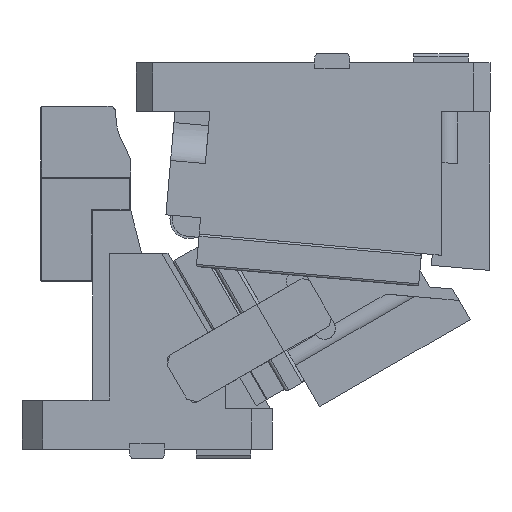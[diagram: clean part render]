
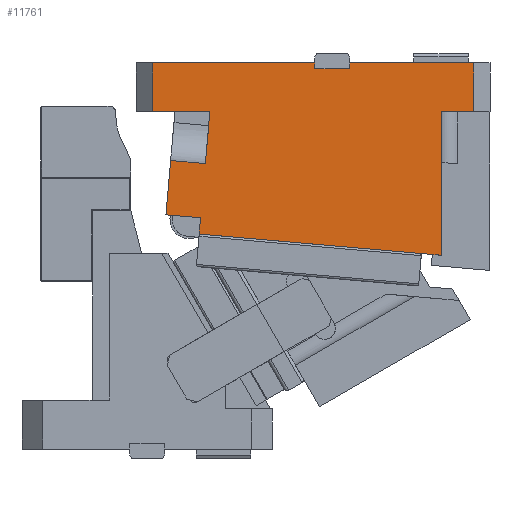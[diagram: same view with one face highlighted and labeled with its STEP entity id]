
A CAD part, front view. The second image highlights one B-rep face of the part: STEP entity #11761.
In plain terms, the highlighted planar face has unit normal (0, -1, 0).
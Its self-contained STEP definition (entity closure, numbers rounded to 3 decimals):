
#10152=CARTESIAN_POINT('Vertex',(385.,-45.,310.)) ;
#10155=CARTESIAN_POINT('Line Origine',(385.,-45.,244.109)) ;
#10159=CARTESIAN_POINT('Vertex',(385.,-45.,178.217)) ;
#10330=CARTESIAN_POINT('Vertex',(168.463,-45.,262.41)) ;
#10333=CARTESIAN_POINT('Line Origine',(170.545,-45.,286.205)) ;
#10337=CARTESIAN_POINT('Vertex',(172.626,-45.,310.)) ;
#11399=CARTESIAN_POINT('Vertex',(415.,-45.,310.)) ;
#11402=CARTESIAN_POINT('Line Origine',(400.,-45.,310.)) ;
#11651=CARTESIAN_POINT('Axis2P3D Location',(277.548,-45.,208.862)) ;
#11656=CARTESIAN_POINT('Line Origine',(358.,-45.,355.)) ;
#11660=CARTESIAN_POINT('Vertex',(415.,-45.,355.)) ;
#11662=CARTESIAN_POINT('Vertex',(301.,-45.,355.)) ;
#11665=CARTESIAN_POINT('Line Origine',(301.,-45.,352.25)) ;
#11669=CARTESIAN_POINT('Vertex',(301.,-45.,349.5)) ;
#11672=CARTESIAN_POINT('Line Origine',(285.,-45.,349.5)) ;
#11676=CARTESIAN_POINT('Vertex',(269.,-45.,349.5)) ;
#11679=CARTESIAN_POINT('Line Origine',(269.,-45.,352.25)) ;
#11683=CARTESIAN_POINT('Vertex',(269.,-45.,355.)) ;
#11686=CARTESIAN_POINT('Line Origine',(194.5,-45.,355.)) ;
#11690=CARTESIAN_POINT('Vertex',(120.,-45.,355.)) ;
#11693=CARTESIAN_POINT('Line Origine',(120.,-45.,332.5)) ;
#11697=CARTESIAN_POINT('Vertex',(120.,-45.,310.)) ;
#11700=CARTESIAN_POINT('Line Origine',(146.313,-45.,310.)) ;
#11705=CARTESIAN_POINT('Line Origine',(152.524,-45.,263.805)) ;
#11709=CARTESIAN_POINT('Vertex',(136.586,-45.,265.199)) ;
#11712=CARTESIAN_POINT('Line Origine',(134.407,-45.,240.294)) ;
#11716=CARTESIAN_POINT('Vertex',(132.228,-45.,215.389)) ;
#11719=CARTESIAN_POINT('Line Origine',(148.166,-45.,213.995)) ;
#11723=CARTESIAN_POINT('Vertex',(164.105,-45.,212.6)) ;
#11726=CARTESIAN_POINT('Line Origine',(163.451,-45.,205.129)) ;
#11730=CARTESIAN_POINT('Vertex',(162.798,-45.,197.657)) ;
#11733=CARTESIAN_POINT('Line Origine',(273.899,-45.,187.937)) ;
#11738=CARTESIAN_POINT('Line Origine',(415.,-45.,332.5)) ;
#10156=DIRECTION('Vector Direction',(0.,0.,1.)) ;
#10334=DIRECTION('Vector Direction',(-0.087,0.,-0.996)) ;
#11403=DIRECTION('Vector Direction',(1.,0.,0.)) ;
#11652=DIRECTION('Axis2P3D Direction',(0.,-1.,0.)) ;
#11653=DIRECTION('Axis2P3D XDirection',(1.,0.,0.)) ;
#11657=DIRECTION('Vector Direction',(-1.,0.,0.)) ;
#11666=DIRECTION('Vector Direction',(0.,0.,1.)) ;
#11673=DIRECTION('Vector Direction',(-1.,0.,0.)) ;
#11680=DIRECTION('Vector Direction',(0.,0.,-1.)) ;
#11687=DIRECTION('Vector Direction',(-1.,0.,0.)) ;
#11694=DIRECTION('Vector Direction',(0.,0.,1.)) ;
#11701=DIRECTION('Vector Direction',(1.,0.,0.)) ;
#11706=DIRECTION('Vector Direction',(0.996,0.,-0.087)) ;
#11713=DIRECTION('Vector Direction',(-0.087,0.,-0.996)) ;
#11720=DIRECTION('Vector Direction',(-0.996,0.,0.087)) ;
#11727=DIRECTION('Vector Direction',(-0.087,0.,-0.996)) ;
#11734=DIRECTION('Vector Direction',(-0.996,0.,0.087)) ;
#11739=DIRECTION('Vector Direction',(0.,0.,-1.)) ;
#11654=AXIS2_PLACEMENT_3D('Plane Axis2P3D',#11651,#11652,#11653) ;
#11744=ORIENTED_EDGE('',*,*,#11664,.T.) ;
#11745=ORIENTED_EDGE('',*,*,#11671,.F.) ;
#11746=ORIENTED_EDGE('',*,*,#11678,.T.) ;
#11747=ORIENTED_EDGE('',*,*,#11685,.F.) ;
#11748=ORIENTED_EDGE('',*,*,#11692,.T.) ;
#11749=ORIENTED_EDGE('',*,*,#11699,.F.) ;
#11750=ORIENTED_EDGE('',*,*,#11704,.T.) ;
#11751=ORIENTED_EDGE('',*,*,#10339,.T.) ;
#11752=ORIENTED_EDGE('',*,*,#11711,.F.) ;
#11753=ORIENTED_EDGE('',*,*,#11718,.T.) ;
#11754=ORIENTED_EDGE('',*,*,#11725,.F.) ;
#11755=ORIENTED_EDGE('',*,*,#11732,.T.) ;
#11756=ORIENTED_EDGE('',*,*,#11737,.F.) ;
#11757=ORIENTED_EDGE('',*,*,#10161,.T.) ;
#11758=ORIENTED_EDGE('',*,*,#11406,.T.) ;
#11759=ORIENTED_EDGE('',*,*,#11742,.T.) ;
#10157=VECTOR('Line Direction',#10156,1.) ;
#10335=VECTOR('Line Direction',#10334,1.) ;
#11404=VECTOR('Line Direction',#11403,1.) ;
#11658=VECTOR('Line Direction',#11657,1.) ;
#11667=VECTOR('Line Direction',#11666,1.) ;
#11674=VECTOR('Line Direction',#11673,1.) ;
#11681=VECTOR('Line Direction',#11680,1.) ;
#11688=VECTOR('Line Direction',#11687,1.) ;
#11695=VECTOR('Line Direction',#11694,1.) ;
#11702=VECTOR('Line Direction',#11701,1.) ;
#11707=VECTOR('Line Direction',#11706,1.) ;
#11714=VECTOR('Line Direction',#11713,1.) ;
#11721=VECTOR('Line Direction',#11720,1.) ;
#11728=VECTOR('Line Direction',#11727,1.) ;
#11735=VECTOR('Line Direction',#11734,1.) ;
#11740=VECTOR('Line Direction',#11739,1.) ;
#11761=ADVANCED_FACE('CAM HOLDER',(#11760),#11655,.T.) ;
#10161=EDGE_CURVE('',#10160,#10153,#10158,.T.) ;
#10339=EDGE_CURVE('',#10338,#10331,#10336,.T.) ;
#11406=EDGE_CURVE('',#10153,#11400,#11405,.T.) ;
#11664=EDGE_CURVE('',#11661,#11663,#11659,.T.) ;
#11671=EDGE_CURVE('',#11670,#11663,#11668,.T.) ;
#11678=EDGE_CURVE('',#11670,#11677,#11675,.T.) ;
#11685=EDGE_CURVE('',#11684,#11677,#11682,.T.) ;
#11692=EDGE_CURVE('',#11684,#11691,#11689,.T.) ;
#11699=EDGE_CURVE('',#11698,#11691,#11696,.T.) ;
#11704=EDGE_CURVE('',#11698,#10338,#11703,.T.) ;
#11711=EDGE_CURVE('',#11710,#10331,#11708,.T.) ;
#11718=EDGE_CURVE('',#11710,#11717,#11715,.T.) ;
#11725=EDGE_CURVE('',#11724,#11717,#11722,.T.) ;
#11732=EDGE_CURVE('',#11724,#11731,#11729,.T.) ;
#11737=EDGE_CURVE('',#10160,#11731,#11736,.T.) ;
#11742=EDGE_CURVE('',#11400,#11661,#11741,.F.) ;
#11743=EDGE_LOOP('',(#11744,#11745,#11746,#11747,#11748,#11749,#11750,#11751,#11752,#11753,#11754,#11755,#11756,#11757,#11758,#11759)) ;
#11760=FACE_OUTER_BOUND('',#11743,.T.) ;
#10158=LINE('Line',#10155,#10157) ;
#10336=LINE('Line',#10333,#10335) ;
#11405=LINE('Line',#11402,#11404) ;
#11659=LINE('Line',#11656,#11658) ;
#11668=LINE('Line',#11665,#11667) ;
#11675=LINE('Line',#11672,#11674) ;
#11682=LINE('Line',#11679,#11681) ;
#11689=LINE('Line',#11686,#11688) ;
#11696=LINE('Line',#11693,#11695) ;
#11703=LINE('Line',#11700,#11702) ;
#11708=LINE('Line',#11705,#11707) ;
#11715=LINE('Line',#11712,#11714) ;
#11722=LINE('Line',#11719,#11721) ;
#11729=LINE('Line',#11726,#11728) ;
#11736=LINE('Line',#11733,#11735) ;
#11741=LINE('Line',#11738,#11740) ;
#11655=PLANE('Plane',#11654) ;
#10153=VERTEX_POINT('',#10152) ;
#10160=VERTEX_POINT('',#10159) ;
#10331=VERTEX_POINT('',#10330) ;
#10338=VERTEX_POINT('',#10337) ;
#11400=VERTEX_POINT('',#11399) ;
#11661=VERTEX_POINT('',#11660) ;
#11663=VERTEX_POINT('',#11662) ;
#11670=VERTEX_POINT('',#11669) ;
#11677=VERTEX_POINT('',#11676) ;
#11684=VERTEX_POINT('',#11683) ;
#11691=VERTEX_POINT('',#11690) ;
#11698=VERTEX_POINT('',#11697) ;
#11710=VERTEX_POINT('',#11709) ;
#11717=VERTEX_POINT('',#11716) ;
#11724=VERTEX_POINT('',#11723) ;
#11731=VERTEX_POINT('',#11730) ;
